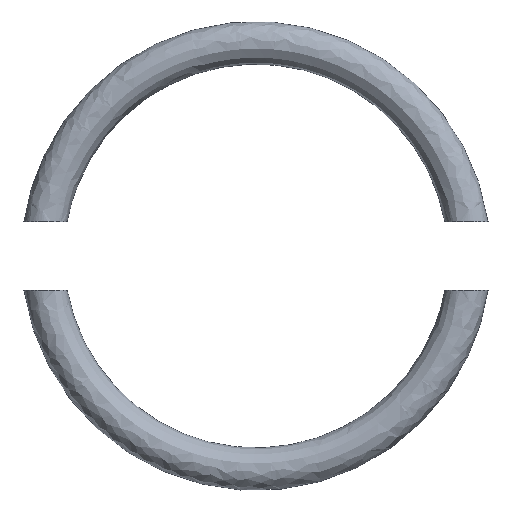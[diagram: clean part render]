
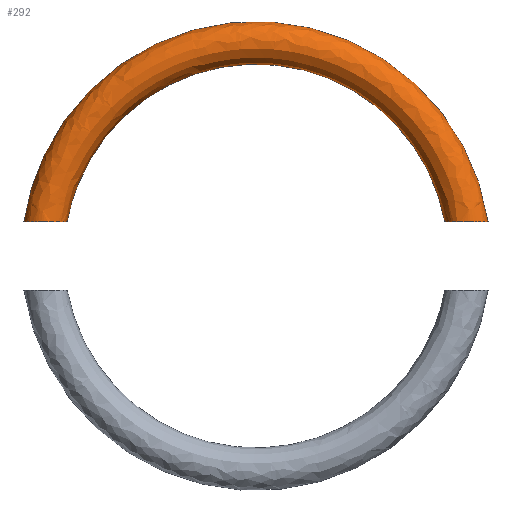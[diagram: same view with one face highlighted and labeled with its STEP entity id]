
A CAD part, top view. The second image highlights one B-rep face of the part: STEP entity #292.
In plain terms, the highlighted free-form (B-spline) face has degree [5, 5] with [9, 6] control points.
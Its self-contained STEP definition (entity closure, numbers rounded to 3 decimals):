
#139=CARTESIAN_POINT('Control Point',(11.071,2.,0.)) ;
#140=CARTESIAN_POINT('Control Point',(10.302,6.256,0.)) ;
#141=CARTESIAN_POINT('Control Point',(7.493,10.126,0.)) ;
#142=CARTESIAN_POINT('Control Point',(2.914,12.269,0.)) ;
#143=CARTESIAN_POINT('Control Point',(-4.039,11.744,0.)) ;
#144=CARTESIAN_POINT('Control Point',(-8.798,7.42,0.)) ;
#145=CARTESIAN_POINT('Control Point',(-9.958,5.77,0.)) ;
#146=CARTESIAN_POINT('Control Point',(-10.723,3.923,0.)) ;
#147=CARTESIAN_POINT('Control Point',(-11.071,2.,0.)) ;
#148=CARTESIAN_POINT('Vertex',(11.071,2.,0.)) ;
#150=CARTESIAN_POINT('Vertex',(-11.071,2.,0.)) ;
#166=CARTESIAN_POINT('Vertex',(-13.604,2.,0.)) ;
#170=CARTESIAN_POINT('Control Point',(13.604,2.,0.)) ;
#171=CARTESIAN_POINT('Control Point',(12.822,7.321,0.)) ;
#172=CARTESIAN_POINT('Control Point',(9.444,12.239,0.)) ;
#173=CARTESIAN_POINT('Control Point',(3.762,15.009,0.)) ;
#174=CARTESIAN_POINT('Control Point',(-4.968,14.409,0.)) ;
#175=CARTESIAN_POINT('Control Point',(-10.89,8.945,0.)) ;
#176=CARTESIAN_POINT('Control Point',(-12.33,6.823,0.)) ;
#177=CARTESIAN_POINT('Control Point',(-13.243,4.453,0.)) ;
#178=CARTESIAN_POINT('Control Point',(-13.604,2.,0.)) ;
#179=CARTESIAN_POINT('Vertex',(13.604,2.,0.)) ;
#204=CARTESIAN_POINT('Control Point',(11.25,0.,0.)) ;
#205=CARTESIAN_POINT('Control Point',(11.25,0.,5.)) ;
#206=CARTESIAN_POINT('Control Point',(16.25,0.,2.5)) ;
#207=CARTESIAN_POINT('Control Point',(16.25,0.,-2.5)) ;
#208=CARTESIAN_POINT('Control Point',(11.25,0.,-5.)) ;
#209=CARTESIAN_POINT('Control Point',(11.25,0.,0.)) ;
#210=CARTESIAN_POINT('Control Point',(11.25,4.731,0.)) ;
#211=CARTESIAN_POINT('Control Point',(11.25,4.731,5.)) ;
#212=CARTESIAN_POINT('Control Point',(16.25,6.834,2.5)) ;
#213=CARTESIAN_POINT('Control Point',(16.25,6.834,-2.5)) ;
#214=CARTESIAN_POINT('Control Point',(11.25,4.731,-5.)) ;
#215=CARTESIAN_POINT('Control Point',(11.25,4.731,0.)) ;
#216=CARTESIAN_POINT('Control Point',(8.763,9.463,0.)) ;
#217=CARTESIAN_POINT('Control Point',(8.763,9.463,5.)) ;
#218=CARTESIAN_POINT('Control Point',(12.657,13.668,2.5)) ;
#219=CARTESIAN_POINT('Control Point',(12.657,13.668,-2.5)) ;
#220=CARTESIAN_POINT('Control Point',(8.763,9.463,-5.)) ;
#221=CARTESIAN_POINT('Control Point',(8.763,9.463,0.)) ;
#222=CARTESIAN_POINT('Control Point',(3.814,12.32,0.)) ;
#223=CARTESIAN_POINT('Control Point',(3.814,12.32,5.)) ;
#224=CARTESIAN_POINT('Control Point',(5.509,17.796,2.5)) ;
#225=CARTESIAN_POINT('Control Point',(5.509,17.796,-2.5)) ;
#226=CARTESIAN_POINT('Control Point',(3.814,12.32,-5.)) ;
#227=CARTESIAN_POINT('Control Point',(3.814,12.32,0.)) ;
#228=CARTESIAN_POINT('Control Point',(-4.188,12.003,0.)) ;
#229=CARTESIAN_POINT('Control Point',(-4.188,12.003,5.)) ;
#230=CARTESIAN_POINT('Control Point',(-6.05,17.338,2.5)) ;
#231=CARTESIAN_POINT('Control Point',(-6.05,17.338,-2.5)) ;
#232=CARTESIAN_POINT('Control Point',(-4.188,12.003,-5.)) ;
#233=CARTESIAN_POINT('Control Point',(-4.188,12.003,0.)) ;
#234=CARTESIAN_POINT('Control Point',(-9.399,6.851,0.)) ;
#235=CARTESIAN_POINT('Control Point',(-9.399,6.851,5.)) ;
#236=CARTESIAN_POINT('Control Point',(-13.576,9.896,2.5)) ;
#237=CARTESIAN_POINT('Control Point',(-13.576,9.896,-2.5)) ;
#238=CARTESIAN_POINT('Control Point',(-9.399,6.851,-5.)) ;
#239=CARTESIAN_POINT('Control Point',(-9.399,6.851,0.)) ;
#240=CARTESIAN_POINT('Control Point',(-10.633,4.714,0.)) ;
#241=CARTESIAN_POINT('Control Point',(-10.633,4.714,5.)) ;
#242=CARTESIAN_POINT('Control Point',(-15.358,6.809,2.5)) ;
#243=CARTESIAN_POINT('Control Point',(-15.358,6.809,-2.5)) ;
#244=CARTESIAN_POINT('Control Point',(-10.633,4.714,-5.)) ;
#245=CARTESIAN_POINT('Control Point',(-10.633,4.714,0.)) ;
#246=CARTESIAN_POINT('Control Point',(-11.25,2.357,0.)) ;
#247=CARTESIAN_POINT('Control Point',(-11.25,2.357,5.)) ;
#248=CARTESIAN_POINT('Control Point',(-16.25,3.404,2.5)) ;
#249=CARTESIAN_POINT('Control Point',(-16.25,3.404,-2.5)) ;
#250=CARTESIAN_POINT('Control Point',(-11.25,2.357,-5.)) ;
#251=CARTESIAN_POINT('Control Point',(-11.25,2.357,0.)) ;
#252=CARTESIAN_POINT('Control Point',(-11.25,0.,0.)) ;
#253=CARTESIAN_POINT('Control Point',(-11.25,0.,5.)) ;
#254=CARTESIAN_POINT('Control Point',(-16.25,0.,2.5)) ;
#255=CARTESIAN_POINT('Control Point',(-16.25,0.,-2.5)) ;
#256=CARTESIAN_POINT('Control Point',(-11.25,0.,-5.)) ;
#257=CARTESIAN_POINT('Control Point',(-11.25,0.,0.)) ;
#259=CARTESIAN_POINT('Control Point',(-11.071,2.,0.)) ;
#260=CARTESIAN_POINT('Control Point',(-11.071,2.,0.213)) ;
#261=CARTESIAN_POINT('Control Point',(-11.117,2.,0.441)) ;
#262=CARTESIAN_POINT('Control Point',(-11.223,2.,0.673)) ;
#263=CARTESIAN_POINT('Control Point',(-11.496,2.,0.995)) ;
#264=CARTESIAN_POINT('Control Point',(-11.892,2.,1.185)) ;
#265=CARTESIAN_POINT('Control Point',(-12.049,2.,1.233)) ;
#266=CARTESIAN_POINT('Control Point',(-12.58,2.,1.303)) ;
#267=CARTESIAN_POINT('Control Point',(-13.129,2.,1.091)) ;
#268=CARTESIAN_POINT('Control Point',(-13.446,2.,0.79)) ;
#269=CARTESIAN_POINT('Control Point',(-13.604,2.,0.395)) ;
#270=CARTESIAN_POINT('Control Point',(-13.604,2.,0.)) ;
#273=CARTESIAN_POINT('Control Point',(11.071,2.,0.)) ;
#274=CARTESIAN_POINT('Control Point',(11.071,2.,0.213)) ;
#275=CARTESIAN_POINT('Control Point',(11.117,2.,0.441)) ;
#276=CARTESIAN_POINT('Control Point',(11.223,2.,0.673)) ;
#277=CARTESIAN_POINT('Control Point',(11.496,2.,0.995)) ;
#278=CARTESIAN_POINT('Control Point',(11.892,2.,1.185)) ;
#279=CARTESIAN_POINT('Control Point',(12.049,2.,1.233)) ;
#280=CARTESIAN_POINT('Control Point',(12.58,2.,1.303)) ;
#281=CARTESIAN_POINT('Control Point',(13.129,2.,1.091)) ;
#282=CARTESIAN_POINT('Control Point',(13.446,2.,0.79)) ;
#283=CARTESIAN_POINT('Control Point',(13.604,2.,0.395)) ;
#284=CARTESIAN_POINT('Control Point',(13.604,2.,0.)) ;
#287=ORIENTED_EDGE('',*,*,#181,.T.) ;
#288=ORIENTED_EDGE('',*,*,#271,.F.) ;
#289=ORIENTED_EDGE('',*,*,#152,.F.) ;
#290=ORIENTED_EDGE('',*,*,#285,.T.) ;
#292=ADVANCED_FACE('PartBody',(#291),#203,.F.) ;
#258=B_SPLINE_CURVE_WITH_KNOTS('',5,(#259,#260,#261,#262,#263,#264,#265,#266,#267,#268,#269,#270),.UNSPECIFIED.,.F.,.U.,(6,3,3,6),(0.,1.979,3.11,5.621),.UNSPECIFIED.) ;
#272=B_SPLINE_CURVE_WITH_KNOTS('',5,(#273,#274,#275,#276,#277,#278,#279,#280,#281,#282,#283,#284),.UNSPECIFIED.,.F.,.U.,(6,3,3,6),(0.,1.979,3.11,5.621),.UNSPECIFIED.) ;
#152=EDGE_CURVE('',#149,#151,#138,.T.) ;
#181=EDGE_CURVE('',#180,#167,#169,.T.) ;
#271=EDGE_CURVE('',#151,#167,#258,.T.) ;
#285=EDGE_CURVE('',#149,#180,#272,.T.) ;
#286=EDGE_LOOP('',(#287,#288,#289,#290)) ;
#291=FACE_OUTER_BOUND('',#286,.T.) ;
#149=VERTEX_POINT('',#148) ;
#151=VERTEX_POINT('',#150) ;
#167=VERTEX_POINT('',#166) ;
#180=VERTEX_POINT('',#179) ;
#138=(BOUNDED_CURVE()B_SPLINE_CURVE(5,(#139,#140,#141,#142,#143,#144,#145,#146,#147),.UNSPECIFIED.,.F.,.U.)B_SPLINE_CURVE_WITH_KNOTS((6,3,6),(2.235,26.285,37.145),.UNSPECIFIED.)CURVE()GEOMETRIC_REPRESENTATION_ITEM()RATIONAL_B_SPLINE_CURVE((1.,1.,1.,1.,1.,1.,1.,1.,1.))REPRESENTATION_ITEM('')) ;
#169=(BOUNDED_CURVE()B_SPLINE_CURVE(5,(#170,#171,#172,#173,#174,#175,#176,#177,#178),.UNSPECIFIED.,.F.,.U.)B_SPLINE_CURVE_WITH_KNOTS((6,3,6),(1.825,26.285,37.555),.UNSPECIFIED.)CURVE()GEOMETRIC_REPRESENTATION_ITEM()RATIONAL_B_SPLINE_CURVE((0.25,0.25,0.25,0.25,0.25,0.25,0.25,0.25,0.25))REPRESENTATION_ITEM('')) ;
#203=(BOUNDED_SURFACE()B_SPLINE_SURFACE(5,5,((#204,#205,#206,#207,#208,#209),(#210,#211,#212,#213,#214,#215),(#216,#217,#218,#219,#220,#221),(#222,#223,#224,#225,#226,#227),(#228,#229,#230,#231,#232,#233),(#234,#235,#236,#237,#238,#239),(#240,#241,#242,#243,#244,#245),(#246,#247,#248,#249,#250,#251),(#252,#253,#254,#255,#256,#257)),.UNSPECIFIED.,.F.,.F.,.U.)B_SPLINE_SURFACE_WITH_KNOTS((6,3,6),(6,6),(0.,26.285,39.379),(0.,7.854),.UNSPECIFIED.)GEOMETRIC_REPRESENTATION_ITEM()RATIONAL_B_SPLINE_SURFACE(((1.,0.2,0.2,0.2,0.2,1.),(1.,0.2,0.2,0.2,0.2,1.),(1.,0.2,0.2,0.2,0.2,1.),(1.,0.2,0.2,0.2,0.2,1.),(1.,0.2,0.2,0.2,0.2,1.),(1.,0.2,0.2,0.2,0.2,1.),(1.,0.2,0.2,0.2,0.2,1.),(1.,0.2,0.2,0.2,0.2,1.),(1.,0.2,0.2,0.2,0.2,1.)))REPRESENTATION_ITEM('Rational BSpline Surface')SURFACE()) ;
